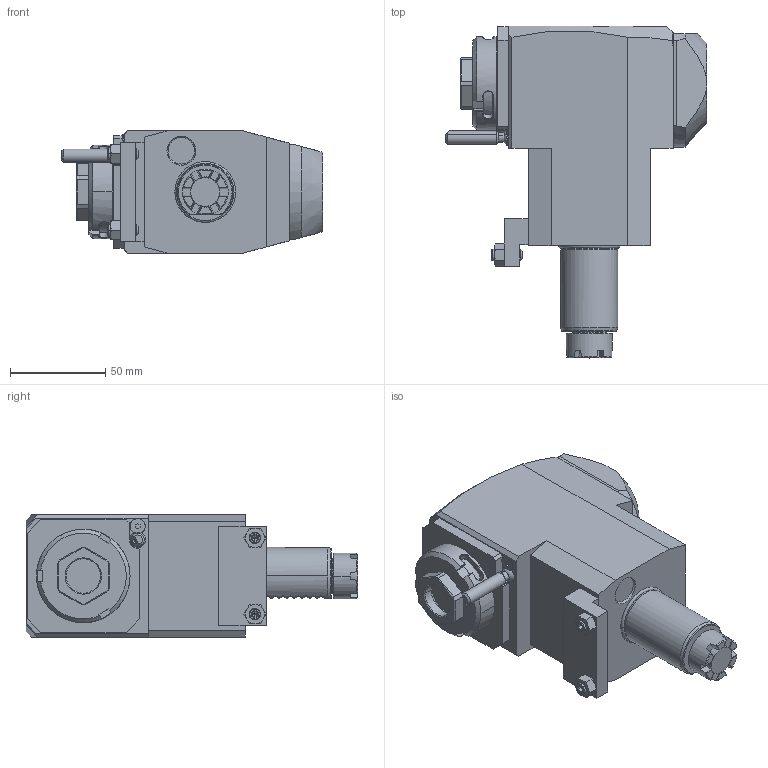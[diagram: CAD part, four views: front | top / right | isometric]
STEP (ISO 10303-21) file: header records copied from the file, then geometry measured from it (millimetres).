
FILE_DESCRIPTION((''),'2;1');
FILE_NAME('NGT1_30_245_25_1_2_85TD','2024-03-27T',('vali'),('NOVA GRUP'),'PRO/ENGINEER BY PARAMETRIC TECHNOLOGY CORPORATION, 2010280','PRO/ENGINEER BY PARAMETRIC TECHNOLOGY CORPORATION, 2010280','');
FILE_SCHEMA(('CONFIG_CONTROL_DESIGN'));
Length unit declared in the file: millimetre
Products named in the file (1): NGT1_30_245_25_1_2_85TD
Bounding box: 136.88 x 174 x 64 mm (x, y, z)
Volume: 682430.4 mm3; surface area: 59069.4 mm2
Topology: 1 solids, 1 shells, 384 faces, 992 edges, 619 vertices
Faces by surface type: plane 208, cone 77, cylinder 72, bspline 18, torus 7, sphere 2
Entity records: 14532 total; most frequent: CARTESIAN_POINT 5657, ORIENTED_EDGE 1960, DIRECTION 1650, EDGE_CURVE 980, VERTEX_POINT 619, AXIS2_PLACEMENT_3D 588, VECTOR 474, LINE 474
